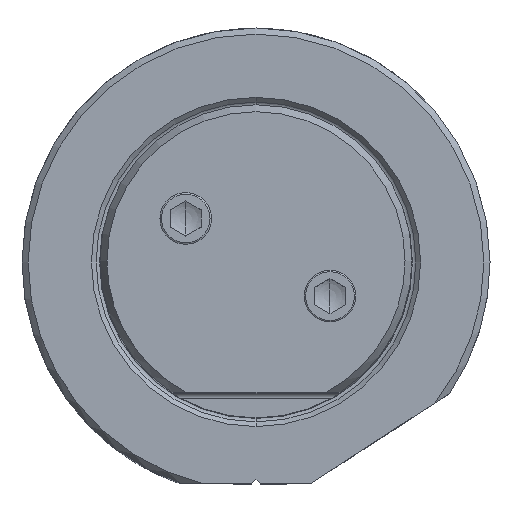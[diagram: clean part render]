
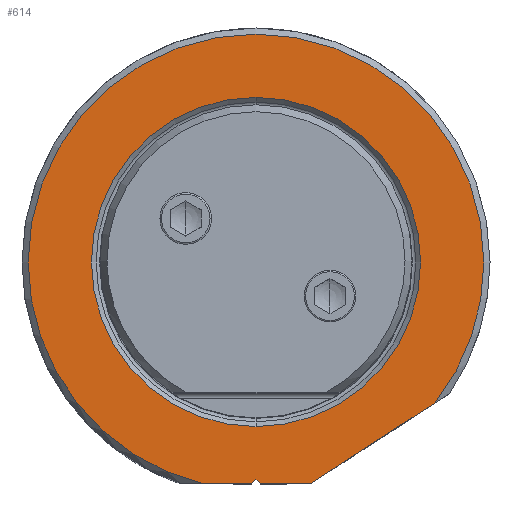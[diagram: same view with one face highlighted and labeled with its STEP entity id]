
A CAD part, top view. The second image highlights one B-rep face of the part: STEP entity #614.
In plain terms, the highlighted planar face has unit normal (0, 0, 1).
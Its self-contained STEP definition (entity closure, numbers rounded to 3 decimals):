
#125=PLANE('',#5648);
#614=ADVANCED_FACE('',(#921,#922),#125,.T.);
#921=FACE_BOUND('',#1036,.T.);
#922=FACE_BOUND('',#1037,.T.);
#1036=EDGE_LOOP('',(#2755,#2756,#2757,#2758,#2759,#2760,#2761,#2762,#2763));
#1037=EDGE_LOOP('',(#2764,#2765));
#1380=LINE('',#10447,#1689);
#1382=LINE('',#10465,#1691);
#1384=LINE('',#10469,#1693);
#1386=LINE('',#10473,#1695);
#1388=LINE('',#10482,#1697);
#1689=VECTOR('',#6556,1.);
#1691=VECTOR('',#6560,1.);
#1693=VECTOR('',#6564,1.);
#1695=VECTOR('',#6568,1.);
#1697=VECTOR('',#6572,1.);
#1966=CIRCLE('',#5642,18.55);
#1967=CIRCLE('',#5643,18.55);
#1968=CIRCLE('',#5644,18.55);
#1969=CIRCLE('',#5645,18.55);
#1970=CIRCLE('',#5646,13.4);
#1971=CIRCLE('',#5647,13.4);
#2755=ORIENTED_EDGE('',*,*,#4641,.T.);
#2756=ORIENTED_EDGE('',*,*,#4629,.T.);
#2757=ORIENTED_EDGE('',*,*,#4642,.T.);
#2758=ORIENTED_EDGE('',*,*,#4643,.T.);
#2759=ORIENTED_EDGE('',*,*,#4644,.T.);
#2760=ORIENTED_EDGE('',*,*,#4640,.F.);
#2761=ORIENTED_EDGE('',*,*,#4637,.T.);
#2762=ORIENTED_EDGE('',*,*,#4635,.T.);
#2763=ORIENTED_EDGE('',*,*,#4633,.F.);
#2764=ORIENTED_EDGE('',*,*,#4645,.T.);
#2765=ORIENTED_EDGE('',*,*,#4646,.T.);
#4002=VERTEX_POINT('',#10446);
#4003=VERTEX_POINT('',#10448);
#4005=VERTEX_POINT('',#10464);
#4006=VERTEX_POINT('',#10466);
#4007=VERTEX_POINT('',#10470);
#4008=VERTEX_POINT('',#10474);
#4009=VERTEX_POINT('',#10481);
#4010=VERTEX_POINT('',#10486);
#4011=VERTEX_POINT('',#10488);
#4012=VERTEX_POINT('',#10491);
#4013=VERTEX_POINT('',#10492);
#4629=EDGE_CURVE('',#4003,#4002,#1380,.T.);
#4633=EDGE_CURVE('',#4005,#4006,#1382,.T.);
#4635=EDGE_CURVE('',#4007,#4006,#1384,.T.);
#4637=EDGE_CURVE('',#4008,#4007,#1386,.T.);
#4640=EDGE_CURVE('',#4008,#4009,#1388,.T.);
#4641=EDGE_CURVE('',#4005,#4003,#1966,.T.);
#4642=EDGE_CURVE('',#4002,#4010,#1967,.T.);
#4643=EDGE_CURVE('',#4010,#4011,#1968,.T.);
#4644=EDGE_CURVE('',#4011,#4009,#1969,.T.);
#4645=EDGE_CURVE('',#4012,#4013,#1970,.T.);
#4646=EDGE_CURVE('',#4013,#4012,#1971,.T.);
#5642=AXIS2_PLACEMENT_3D('',#10484,#6575,#6576);
#5643=AXIS2_PLACEMENT_3D('',#10485,#6577,#6578);
#5644=AXIS2_PLACEMENT_3D('',#10487,#6579,#6580);
#5645=AXIS2_PLACEMENT_3D('',#10489,#6581,#6582);
#5646=AXIS2_PLACEMENT_3D('',#10490,#6583,#6584);
#5647=AXIS2_PLACEMENT_3D('',#10493,#6585,#6586);
#5648=AXIS2_PLACEMENT_3D('',#10494,#6587,#6588);
#6556=DIRECTION('',(0.839,0.544,0.));
#6560=DIRECTION('',(-1.,0.,0.));
#6564=DIRECTION('',(0.707,-0.707,0.));
#6568=DIRECTION('',(0.707,0.707,0.));
#6572=DIRECTION('',(-1.,0.,0.));
#6575=DIRECTION('',(0.,0.,1.));
#6576=DIRECTION('',(0.231,-0.973,0.));
#6577=DIRECTION('',(0.,0.,1.));
#6578=DIRECTION('',(0.786,-0.618,0.));
#6579=DIRECTION('',(0.,0.,1.));
#6580=DIRECTION('',(1.,0.,0.));
#6581=DIRECTION('',(0.,0.,1.));
#6582=DIRECTION('',(-1.,0.,0.));
#6583=DIRECTION('',(0.,0.,-1.));
#6584=DIRECTION('',(0.,1.,0.));
#6585=DIRECTION('',(0.,0.,-1.));
#6586=DIRECTION('',(0.,-1.,0.));
#6587=DIRECTION('',(0.,0.,1.));
#6588=DIRECTION('',(0.,1.,0.));
#10446=CARTESIAN_POINT('',(14.585,-11.462,0.));
#10447=CARTESIAN_POINT('',(4.5,-17.996,0.));
#10448=CARTESIAN_POINT('',(4.5,-17.996,0.));
#10464=CARTESIAN_POINT('',(4.278,-18.05,0.));
#10465=CARTESIAN_POINT('',(4.278,-18.05,0.));
#10466=CARTESIAN_POINT('',(0.354,-18.05,0.));
#10469=CARTESIAN_POINT('',(0.,-17.696,0.));
#10470=CARTESIAN_POINT('',(0.,-17.696,0.));
#10473=CARTESIAN_POINT('',(-0.354,-18.05,0.));
#10474=CARTESIAN_POINT('',(-0.354,-18.05,0.));
#10481=CARTESIAN_POINT('',(-4.278,-18.05,0.));
#10482=CARTESIAN_POINT('',(-3.222,-18.05,0.));
#10484=CARTESIAN_POINT('',(0.,0.,0.));
#10485=CARTESIAN_POINT('',(0.,0.,0.));
#10486=CARTESIAN_POINT('',(18.55,0.,0.));
#10487=CARTESIAN_POINT('',(0.,0.,0.));
#10488=CARTESIAN_POINT('',(-18.55,0.,0.));
#10489=CARTESIAN_POINT('',(0.,0.,0.));
#10490=CARTESIAN_POINT('',(0.,0.,0.));
#10491=CARTESIAN_POINT('',(0.,13.4,0.));
#10492=CARTESIAN_POINT('',(0.,-13.4,0.));
#10493=CARTESIAN_POINT('',(0.,0.,0.));
#10494=CARTESIAN_POINT('',(0.,0.25,0.));
